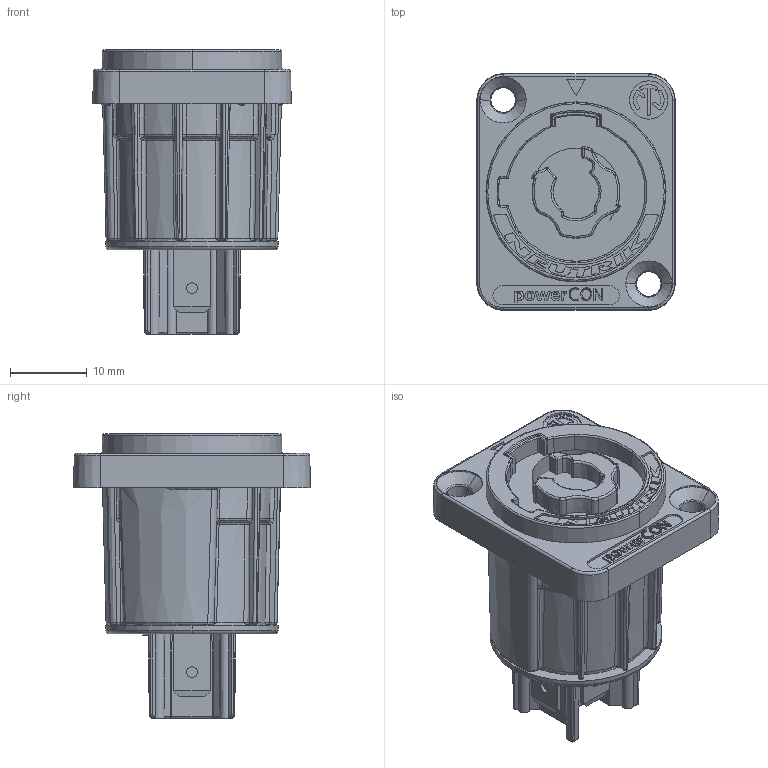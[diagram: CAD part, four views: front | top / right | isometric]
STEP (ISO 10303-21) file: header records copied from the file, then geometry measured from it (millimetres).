
FILE_DESCRIPTION((''),'2;1');
FILE_NAME('NAC3MPXXA','2020-02-07T11:52:29',('phk'),(''),'CREO PARAMETRIC BY PTC INC, 2019080','CREO PARAMETRIC BY PTC INC, 2019080','');
FILE_SCHEMA(('CONFIG_CONTROL_DESIGN'));
Products named in the file (1): NAC3MPXXA
Bounding box: 25.9 x 30.9 x 37.1 mm (x, y, z)
Volume: 10810.4 mm3; surface area: 6440.1 mm2
Topology: 1 solids, 6 shells, 1245 faces, 3070 edges, 1888 vertices
Faces by surface type: plane 385, extrusion 214, bspline 212, cylinder 195, cone 96, torus 87, sphere 56
Entity records: 51244 total; most frequent: CARTESIAN_POINT 24136, ORIENTED_EDGE 6126, DIRECTION 4682, EDGE_CURVE 3068, VERTEX_POINT 1888, AXIS2_PLACEMENT_3D 1601, VECTOR 1480, EDGE_LOOP 1320
